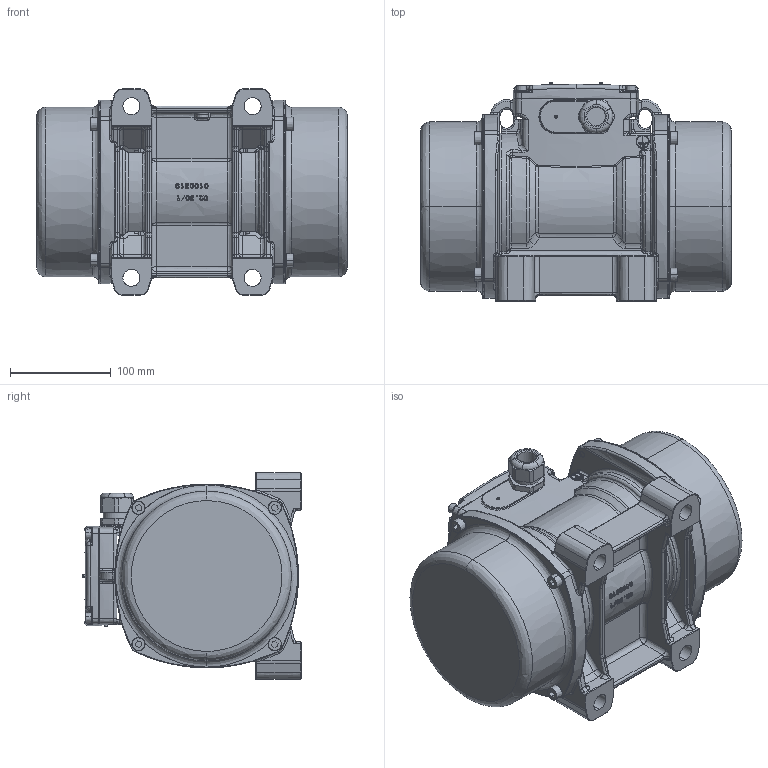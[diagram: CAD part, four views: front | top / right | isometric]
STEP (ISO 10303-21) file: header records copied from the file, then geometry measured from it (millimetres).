
FILE_DESCRIPTION (( 'STEP AP214' ), '1' );
FILE_NAME ('NED 601510.STEP', '2021-07-09T10:03:15', ( '' ), ( '' ), 'SwSTEP 2.0', 'SolidWorks 2015', '' );
FILE_SCHEMA (( 'AUTOMOTIVE_DESIGN' ));
Length unit declared in the file: millimetre
Products named in the file (1): NED 601510
Bounding box: 308 x 216 x 205 mm (x, y, z)
Surface area: 342457.7 mm2 (no closed solid volume)
Topology: 0 solids, 39 shells, 1519 faces, 4468 edges, 2846 vertices
Faces by surface type: bspline 1096, plane 423
Entity records: 134586 total; most frequent: CARTESIAN_POINT 104241, ORIENTED_EDGE 7644, EDGE_CURVE 4426, VERTEX_POINT 2846, B_SPLINE_CURVE_WITH_KNOTS 2733, DIRECTION 2541, LINE 1693, VECTOR 1693
